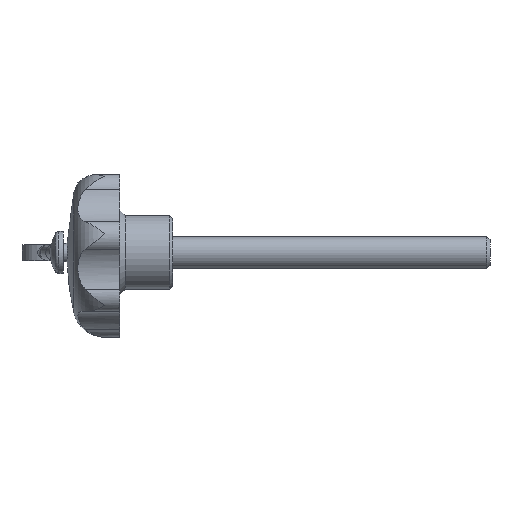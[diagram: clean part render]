
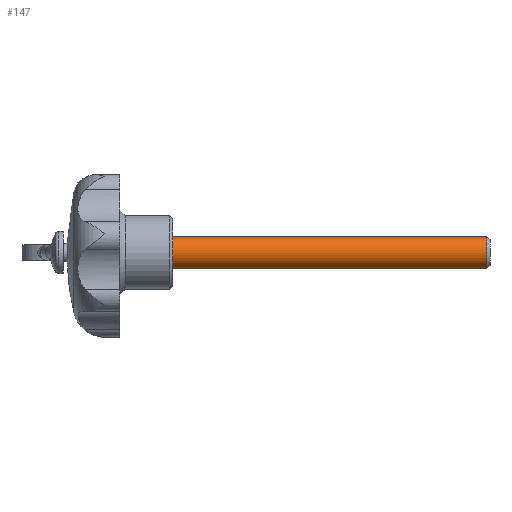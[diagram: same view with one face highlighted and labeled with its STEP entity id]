
A CAD part, left-side view. The second image highlights one B-rep face of the part: STEP entity #147.
In plain terms, the highlighted cylindrical face has radius 3 mm (diameter 6 mm), a full revolution.
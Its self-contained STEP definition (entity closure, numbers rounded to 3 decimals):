
#147 = ADVANCED_FACE( '', ( #322, #323 ), #324, .T. );
#322 = FACE_OUTER_BOUND( '', #520, .T. );
#323 = FACE_OUTER_BOUND( '', #521, .T. );
#324 = CYLINDRICAL_SURFACE( '', #522, 3. );
#520 = EDGE_LOOP( '', ( #852 ) );
#521 = EDGE_LOOP( '', ( #853 ) );
#522 = AXIS2_PLACEMENT_3D( '', #854, #855, #856 );
#852 = ORIENTED_EDGE( '', *, *, #1216, .F. );
#853 = ORIENTED_EDGE( '', *, *, #1223, .T. );
#854 = CARTESIAN_POINT( '', ( 0., -60., 0. ) );
#855 = DIRECTION( '', ( 0., 1., 0. ) );
#856 = DIRECTION( '', ( 0., 0., -1. ) );
#1216 = EDGE_CURVE( '', #1480, #1480, #1481, .T. );
#1223 = EDGE_CURVE( '', #1491, #1491, #1492, .T. );
#1480 = VERTEX_POINT( '', #2059 );
#1481 = CIRCLE( '', #2060, 3. );
#1491 = VERTEX_POINT( '', #2097 );
#1492 = CIRCLE( '', #2098, 3. );
#2059 = CARTESIAN_POINT( '', ( 0., -59.387, -3. ) );
#2060 = AXIS2_PLACEMENT_3D( '', #2488, #2489, #2490 );
#2097 = CARTESIAN_POINT( '', ( 0., 0., -3. ) );
#2098 = AXIS2_PLACEMENT_3D( '', #2495, #2496, #2497 );
#2488 = CARTESIAN_POINT( '', ( 0., -59.387, 0. ) );
#2489 = DIRECTION( '', ( 0., -1., 0. ) );
#2490 = DIRECTION( '', ( 0., 0., -1. ) );
#2495 = CARTESIAN_POINT( '', ( 0., 0., 0. ) );
#2496 = DIRECTION( '', ( 0., -1., 0. ) );
#2497 = DIRECTION( '', ( 0., 0., -1. ) );
